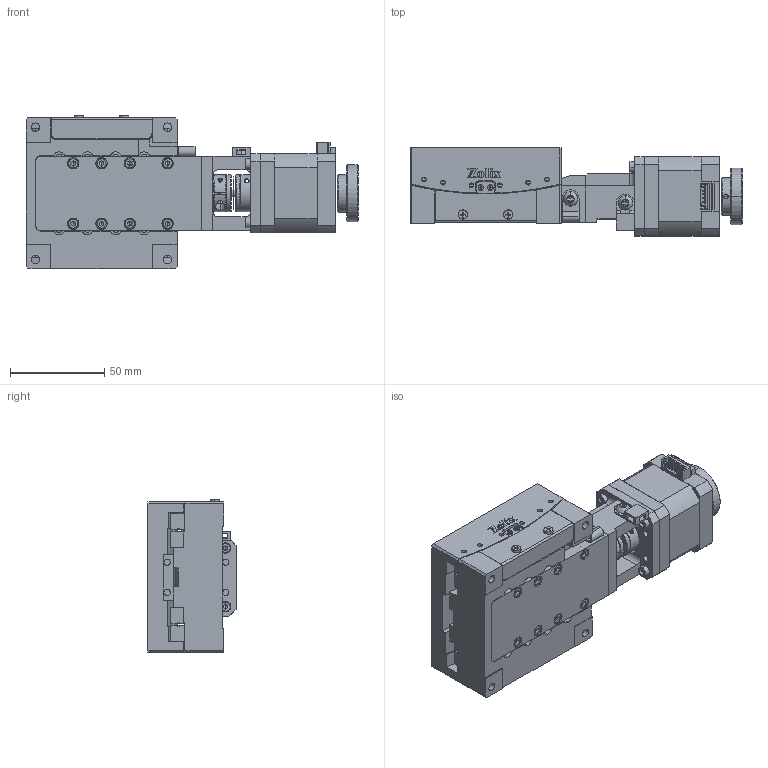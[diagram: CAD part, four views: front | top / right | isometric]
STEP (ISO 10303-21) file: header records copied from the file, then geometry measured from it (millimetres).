
FILE_DESCRIPTION (( 'STEP AP203' ), '1' );
FILE_NAME ('TBG140-80.step', '2019-05-06T08:34:15', ( '' ), ( '' ), 'SwSTEP 2.0', 'SolidWorks 2017', '' );
FILE_SCHEMA (( 'CONFIG_CONTROL_DESIGN' ));
Products named in the file (1): TBG140-80
Bounding box: 175.8 x 46.6 x 81.4 mm (x, y, z)
Surface area: 78996.8 mm2 (no closed solid volume)
Topology: 0 solids, 87 shells, 1248 faces, 5011 edges, 3661 vertices
Faces by surface type: plane 695, cylinder 357, cone 103, torus 68, bspline 21, sphere 4
Entity records: 57998 total; most frequent: CARTESIAN_POINT 18383, DIRECTION 7703, ORIENTED_EDGE 7495, EDGE_CURVE 4959, VERTEX_POINT 3661, LINE 2683, VECTOR 2683, AXIS2_PLACEMENT_3D 2510
